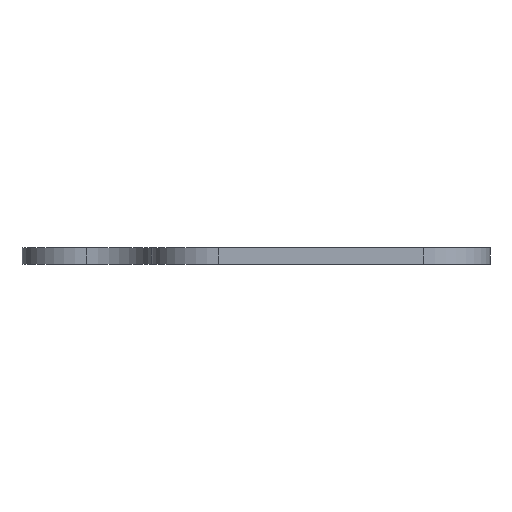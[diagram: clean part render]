
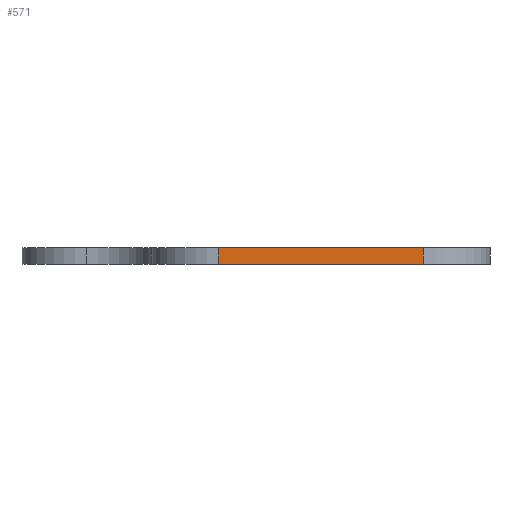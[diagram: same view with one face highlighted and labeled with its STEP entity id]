
A CAD part, left-side view. The second image highlights one B-rep face of the part: STEP entity #571.
In plain terms, the highlighted planar face has unit normal (-1, 0, 0).
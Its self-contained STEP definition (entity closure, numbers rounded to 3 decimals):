
#10 = EDGE_CURVE ( 'NONE', #485, #486, #439, .T. ) ;
#16 = EDGE_CURVE ( 'NONE', #503, #492, #251, .T. ) ;
#58 = DIRECTION ( 'NONE',  ( 0., -1., 0. ) ) ;
#59 = CARTESIAN_POINT ( 'NONE',  ( -28., 12.5, -1. ) ) ;
#60 = LINE ( 'NONE', #59, #719 ) ;
#85 = DIRECTION ( 'NONE',  ( 0., -1., 0. ) ) ;
#86 = CARTESIAN_POINT ( 'NONE',  ( -28., 12.5, 1. ) ) ;
#87 = LINE ( 'NONE', #86, #708 ) ;
#150 = VECTOR ( 'NONE', #437, 1000. ) ;
#154 = VECTOR ( 'NONE', #249, 1000. ) ;
#249 = DIRECTION ( 'NONE',  ( 0., 0., -1. ) ) ;
#250 = CARTESIAN_POINT ( 'NONE',  ( -28., -20., 1. ) ) ;
#251 = LINE ( 'NONE', #250, #154 ) ;
#273 = EDGE_CURVE ( 'NONE', #485, #503, #87, .T. ) ;
#282 = EDGE_CURVE ( 'NONE', #486, #492, #60, .T. ) ;
#308 = CARTESIAN_POINT ( 'NONE',  ( -28., 4.5, 1. ) ) ;
#309 = CARTESIAN_POINT ( 'NONE',  ( -28., 4.5, -1. ) ) ;
#315 = CARTESIAN_POINT ( 'NONE',  ( -28., -20., -1. ) ) ;
#326 = CARTESIAN_POINT ( 'NONE',  ( -28., -20., 1. ) ) ;
#349 = PLANE ( 'NONE',  #727 ) ;
#350 = CARTESIAN_POINT ( 'NONE',  ( -28., 12.5, 1. ) ) ;
#351 = DIRECTION ( 'NONE',  ( 1., 0., 0. ) ) ;
#352 = DIRECTION ( 'NONE',  ( 0., 1., 0. ) ) ;
#437 = DIRECTION ( 'NONE',  ( 0., 0., -1. ) ) ;
#438 = CARTESIAN_POINT ( 'NONE',  ( -28., 4.5, 1. ) ) ;
#439 = LINE ( 'NONE', #438, #150 ) ;
#485 = VERTEX_POINT ( 'NONE', #308 ) ;
#486 = VERTEX_POINT ( 'NONE', #309 ) ;
#492 = VERTEX_POINT ( 'NONE', #315 ) ;
#503 = VERTEX_POINT ( 'NONE', #326 ) ;
#541 = ORIENTED_EDGE ( 'NONE', *, *, #10, .T. ) ;
#542 = ORIENTED_EDGE ( 'NONE', *, *, #273, .F. ) ;
#543 = ORIENTED_EDGE ( 'NONE', *, *, #282, .T. ) ;
#571 = ADVANCED_FACE ( 'NONE', ( #726 ), #349, .F. ) ;
#611 = ORIENTED_EDGE ( 'NONE', *, *, #16, .F. ) ;
#641 = EDGE_LOOP ( 'NONE', ( #542, #541, #543, #611 ) ) ;
#708 = VECTOR ( 'NONE', #85, 1000. ) ;
#719 = VECTOR ( 'NONE', #58, 1000. ) ;
#726 = FACE_OUTER_BOUND ( 'NONE', #641, .T. ) ;
#727 = AXIS2_PLACEMENT_3D ( 'NONE', #350, #351, #352 ) ;
